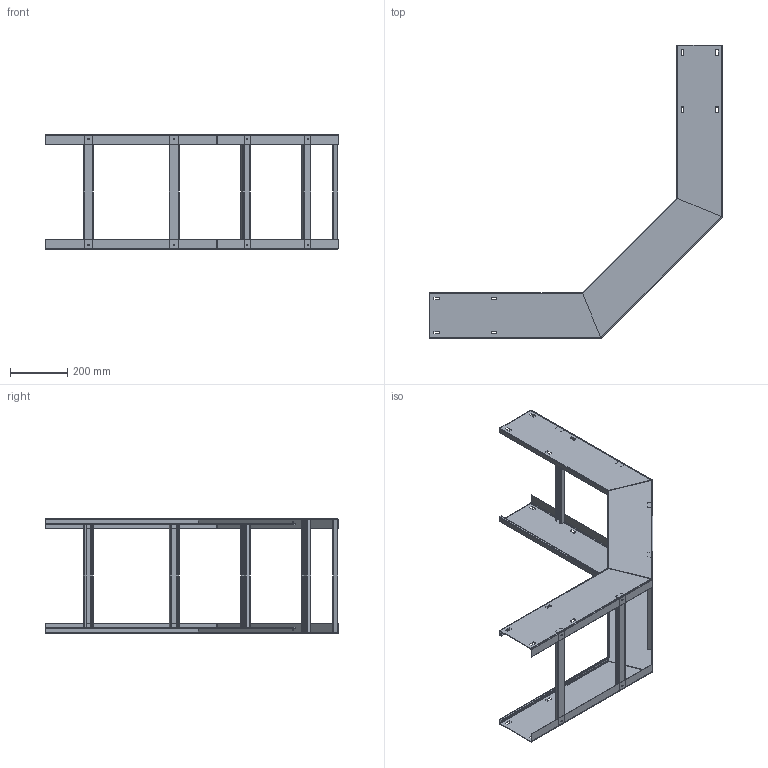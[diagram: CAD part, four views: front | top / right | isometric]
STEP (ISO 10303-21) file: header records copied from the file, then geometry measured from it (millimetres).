
FILE_DESCRIPTION((''),'2;1');
FILE_NAME('6230423_ASM','2013-01-10T',('AndreasKeweloh'),(''),'PRO/ENGINEER BY PARAMETRIC TECHNOLOGY CORPORATION, 2012230','PRO/ENGINEER BY PARAMETRIC TECHNOLOGY CORPORATION, 2012230','');
FILE_SCHEMA(('CONFIG_CONTROL_DESIGN'));
Length unit declared in the file: millimetre
Products named in the file (6): KTS_05_013-060_SEITENHOLMT-4539; KTS_05_013-060_SEITENHOLMT-4536; KTS_05_013-060_SEITENHOLMT-4545; KTS_05_013-018_SH_160_S_OHNE_KN_ASM; 6230423_SPROSSE; 6230423_ASM
Assembly tree (11 placements, depth 3):
  6230423_ASM
    KTS_05_013-018_SH_160_S_OHNE_KN_ASM  x2
      KTS_05_013-060_SEITENHOLMT-4539
      KTS_05_013-060_SEITENHOLMT-4536
      KTS_05_013-060_SEITENHOLMT-4545
    6230423_SPROSSE  x6
Bounding box: 1024.26 x 1024.26 x 400 mm (x, y, z)
Volume: 1704945.8 mm3; surface area: 1823696.7 mm2
Topology: 12 solids, 12 shells, 464 faces, 1176 edges, 736 vertices
Faces by surface type: plane 268, cylinder 172, bspline 24
Entity records: 6283 total; most frequent: CARTESIAN_POINT 1580, DIRECTION 948, ORIENTED_EDGE 936, EDGE_CURVE 468, VECTOR 324, LINE 324, AXIS2_PLACEMENT_3D 312, VERTEX_POINT 288
